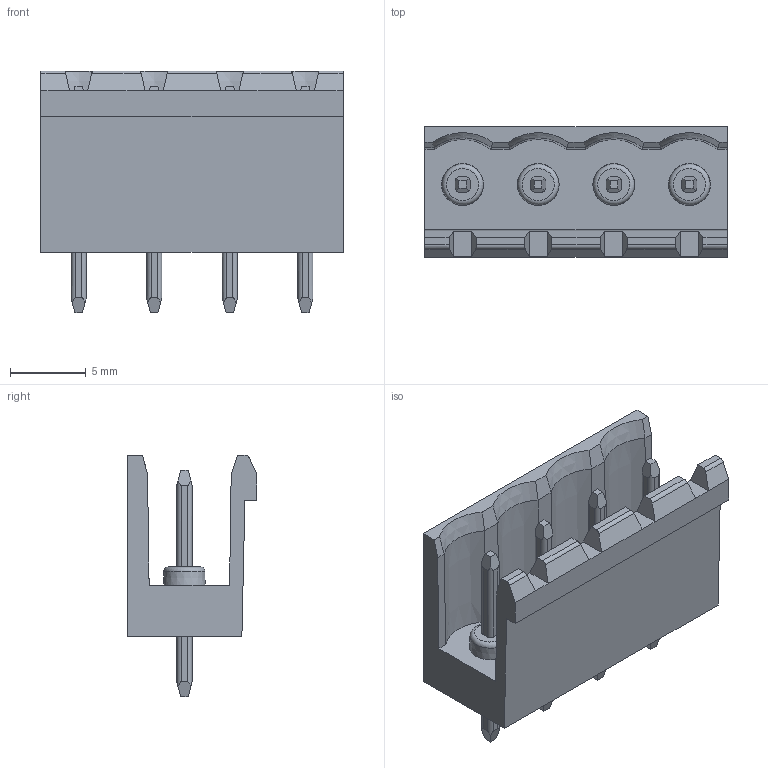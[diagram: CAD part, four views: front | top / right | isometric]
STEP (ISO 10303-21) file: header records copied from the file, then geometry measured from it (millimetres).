
FILE_DESCRIPTION(/* description */ (''),/* implementation_level */ '2;1');
FILE_NAME(/* name */ '2EDGV-5.0-04P-1Y-100AH_.stp',/* time_stamp */ '2022-05-19T15:51:28+08:00',/* author */ (''),/* organization */ (''),/* preprocessor_version */ 'ST-DEVELOPER v16',/* originating_system */ 'SIEMENS PLM Software NX 10.0',/* authorisation */ '');
FILE_SCHEMA (('AUTOMOTIVE_DESIGN { 1 0 10303 214 3 1 1 1 }'));
Length unit declared in the file: millimetre
Products named in the file (1): 2EDGV-5.0-04P-1Y-100AH_
Bounding box: 20 x 8.6 x 16 mm (x, y, z)
Volume: 944.8 mm3; surface area: 1412.2 mm2
Topology: 1 solids, 1 shells, 176 faces, 476 edges, 314 vertices
Faces by surface type: plane 123, cylinder 37, cone 12, torus 4
Entity records: 5466 total; most frequent: CARTESIAN_POINT 963, DIRECTION 952, ORIENTED_EDGE 920, EDGE_CURVE 460, AXIS2_PLACEMENT_3D 319, LINE 314, VECTOR 314, VERTEX_POINT 306
